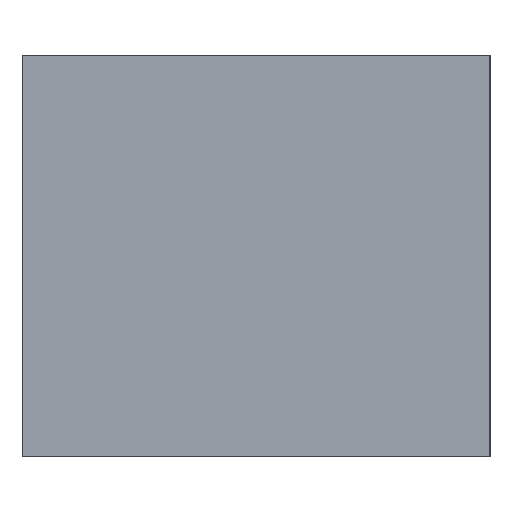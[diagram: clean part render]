
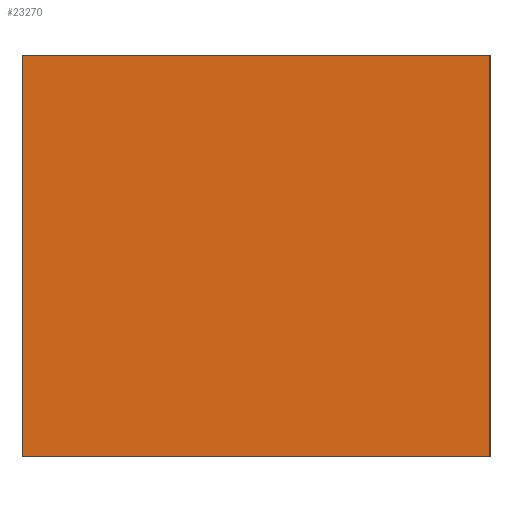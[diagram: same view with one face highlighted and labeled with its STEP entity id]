
A CAD part, left-side view. The second image highlights one B-rep face of the part: STEP entity #23270.
In plain terms, the highlighted planar face has unit normal (1, 0, 0).
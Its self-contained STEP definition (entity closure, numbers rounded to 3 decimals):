
#8478=CARTESIAN_POINT('Cartesian Point',(-19.685,0.,11.811)) ;
#8482=CARTESIAN_POINT('Control Point',(-19.685,0.,11.811)) ;
#8483=CARTESIAN_POINT('Control Point',(-19.685,-27.559,11.811)) ;
#8484=CARTESIAN_POINT('Cartesian Point',(-19.685,-27.559,11.811)) ;
#19179=CARTESIAN_POINT('Cartesian Point',(-19.685,-27.559,-11.811)) ;
#19183=CARTESIAN_POINT('Control Point',(-19.685,-27.559,-11.811)) ;
#19184=CARTESIAN_POINT('Control Point',(-19.685,-27.559,11.811)) ;
#23249=CARTESIAN_POINT('Axis2P3D Location',(-19.685,0.,0.)) ;
#23255=CARTESIAN_POINT('Control Point',(-19.685,-27.559,-11.811)) ;
#23256=CARTESIAN_POINT('Control Point',(-19.685,0.,-11.811)) ;
#23257=CARTESIAN_POINT('Cartesian Point',(-19.685,0.,-11.811)) ;
#23261=CARTESIAN_POINT('Control Point',(-19.685,0.,11.811)) ;
#23262=CARTESIAN_POINT('Control Point',(-19.685,0.,-11.811)) ;
#23250=DIRECTION('Axis2P3D Direction',(0.039,0.,0.)) ;
#23251=DIRECTION('Axis2P3D XDirection',(0.,0.,0.039)) ;
#23252=AXIS2_PLACEMENT_3D('Plane Axis2P3D',#23249,#23250,#23251) ;
#23265=ORIENTED_EDGE('Oriented Edge',*,*,#23259,.T.) ;
#23266=ORIENTED_EDGE('Oriented Edge',*,*,#23263,.F.) ;
#23267=ORIENTED_EDGE('Oriented Edge',*,*,#8486,.T.) ;
#23268=ORIENTED_EDGE('Oriented Edge',*,*,#19185,.F.) ;
#23270=ADVANCED_FACE('',(#23269),#23253,.T.) ;
#8481=B_SPLINE_CURVE_WITH_KNOTS('BSpline Curve',1,(#8482,#8483),.UNSPECIFIED.,.F.,.U.,(2,2),(0.,700.),.UNSPECIFIED.) ;
#19182=B_SPLINE_CURVE_WITH_KNOTS('BSpline Curve',1,(#19183,#19184),.UNSPECIFIED.,.F.,.U.,(2,2),(0.,600.),.UNSPECIFIED.) ;
#23254=B_SPLINE_CURVE_WITH_KNOTS('BSpline Curve',1,(#23255,#23256),.UNSPECIFIED.,.F.,.U.,(2,2),(0.,700.),.UNSPECIFIED.) ;
#23260=B_SPLINE_CURVE_WITH_KNOTS('BSpline Curve',1,(#23261,#23262),.UNSPECIFIED.,.F.,.U.,(2,2),(0.,600.),.UNSPECIFIED.) ;
#8486=EDGE_CURVE('',#8479,#8485,#8481,.T.) ;
#19185=EDGE_CURVE('',#19180,#8485,#19182,.T.) ;
#23259=EDGE_CURVE('',#19180,#23258,#23254,.T.) ;
#23263=EDGE_CURVE('',#8479,#23258,#23260,.T.) ;
#23264=EDGE_LOOP('Oriented Loop',(#23265,#23266,#23267,#23268)) ;
#23269=FACE_OUTER_BOUND('Face Bound',#23264,.T.) ;
#23253=PLANE('Plane',#23252) ;
#8479=VERTEX_POINT('Vertex Point',#8478) ;
#8485=VERTEX_POINT('Vertex Point',#8484) ;
#19180=VERTEX_POINT('Vertex Point',#19179) ;
#23258=VERTEX_POINT('Vertex Point',#23257) ;
